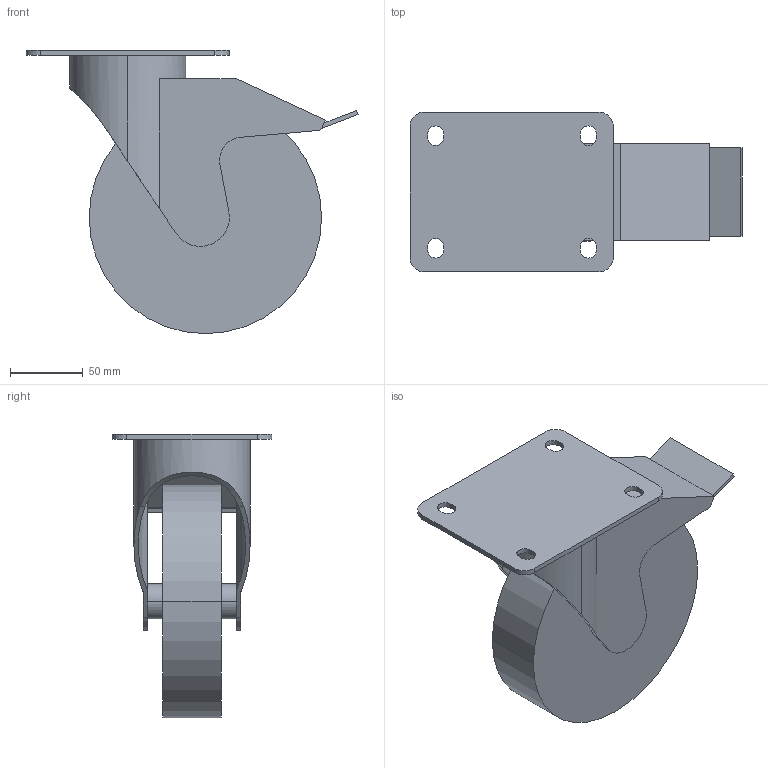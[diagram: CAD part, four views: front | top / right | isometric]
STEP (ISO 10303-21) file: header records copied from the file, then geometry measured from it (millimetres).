
FILE_DESCRIPTION(('STEP AP214'),'1');
FILE_NAME('cctmp_8CE0A66C-FCE3-4627-A8A0-678B7910B425_2020_1_15_7_39_54_872..stp','2020-01-15T06:39:54',('Bosch Rexroth AG'),('CADClick - www.CADClick.com'),'Spatial InterOp 3D',' ','unknown authorization - (Healing Option Enabled)');
FILE_SCHEMA(('AUTOMOTIVE_DESIGN'));
Length unit declared in the file: millimetre
Products named in the file (1): 2020_01_15__07-39-54-872
Bounding box: 228.55 x 110 x 195 mm (x, y, z)
Volume: 957682.7 mm3; surface area: 157532.6 mm2
Topology: 1 solids, 1 shells, 68 faces, 188 edges, 125 vertices
Faces by surface type: plane 39, cylinder 29
Entity records: 2950 total; most frequent: CARTESIAN_POINT 562, DIRECTION 387, ORIENTED_EDGE 376, EDGE_CURVE 188, AXIS2_PLACEMENT_3D 133, VERTEX_POINT 125, LINE 121, VECTOR 121
